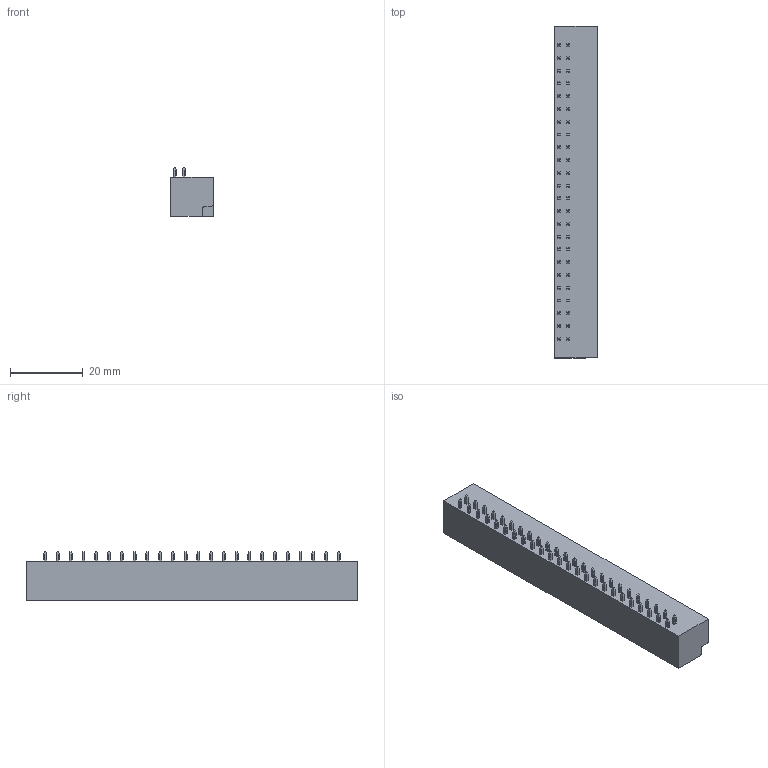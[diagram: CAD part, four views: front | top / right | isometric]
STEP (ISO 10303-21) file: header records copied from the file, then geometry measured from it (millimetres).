
FILE_DESCRIPTION((''),'2;1');
FILE_NAME('1111','2024-11-16T08:15:02',('tluser'),(''),'CREO PARAMETRIC BY PTC INC, 2018100','CREO PARAMETRIC BY PTC INC, 2018100','');
FILE_SCHEMA(('CONFIG_CONTROL_DESIGN'));
Products named in the file (1): 1111
Bounding box: 11.6 x 91 x 13.4 mm (x, y, z)
Volume: 8062.5 mm3; surface area: 8028.8 mm2
Topology: 1 solids, 1 shells, 2107 faces, 6012 edges, 4008 vertices
Faces by surface type: plane 1361, cylinder 578, extrusion 168
Entity records: 69730 total; most frequent: CARTESIAN_POINT 15729, ORIENTED_EDGE 12024, DIRECTION 9966, EDGE_CURVE 6012, VECTOR 4304, LINE 4136, VERTEX_POINT 4008, AXIS2_PLACEMENT_3D 2831
